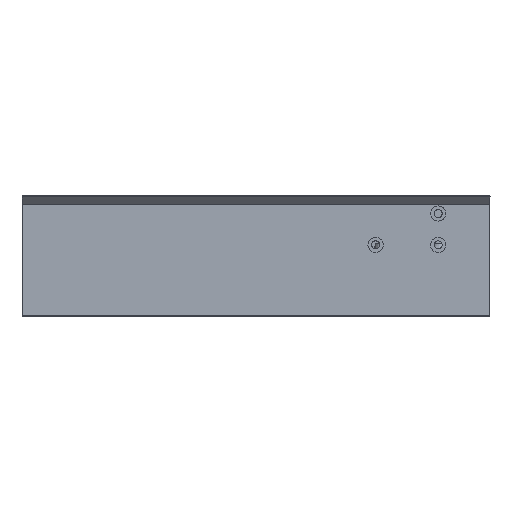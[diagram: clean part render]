
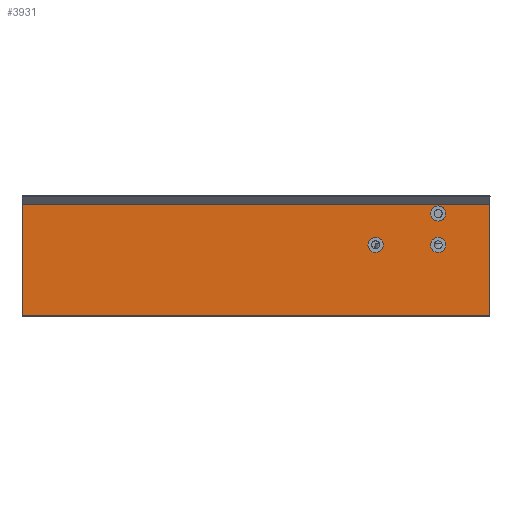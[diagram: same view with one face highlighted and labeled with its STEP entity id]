
A CAD part, top view. The second image highlights one B-rep face of the part: STEP entity #3931.
In plain terms, the highlighted planar face has unit normal (0, 0, 1).
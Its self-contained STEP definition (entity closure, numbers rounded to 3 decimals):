
#333=CARTESIAN_POINT('',(-0.941,264.624,567.032));
#334=VERTEX_POINT('',#333);
#341=CARTESIAN_POINT('',(-185.977,264.65,567.032));
#342=VERTEX_POINT('',#341);
#343=CARTESIAN_POINT('',(-185.977,264.65,567.032));
#344=DIRECTION('',(1.,0.,-0.));
#345=VECTOR('',#344,185.036);
#346=LINE('',#343,#345);
#347=EDGE_CURVE('',#342,#334,#346,.T.);
#3390=CARTESIAN_POINT('',(-185.977,308.69,567.032));
#3391=VERTEX_POINT('',#3390);
#3392=CARTESIAN_POINT('',(-185.977,308.69,567.032));
#3393=DIRECTION('',(-0.,-1.,0.));
#3394=VECTOR('',#3393,44.04);
#3395=LINE('',#3392,#3394);
#3396=EDGE_CURVE('',#3391,#342,#3395,.T.);
#3848=CARTESIAN_POINT('',(2.822,302.177,567.032));
#3849=DIRECTION('',(0.,0.,1.));
#3850=DIRECTION('',(1.,0.,-0.));
#3851=AXIS2_PLACEMENT_3D('',#3848,#3849,#3850);
#3852=PLANE('',#3851);
#3853=CARTESIAN_POINT('',(-0.941,308.664,567.032));
#3854=VERTEX_POINT('',#3853);
#3855=CARTESIAN_POINT('',(-185.977,308.69,567.032));
#3856=DIRECTION('',(1.,0.,-0.));
#3857=VECTOR('',#3856,185.036);
#3858=LINE('',#3855,#3857);
#3859=EDGE_CURVE('',#3391,#3854,#3858,.T.);
#3860=ORIENTED_EDGE('',*,*,#3859,.F.);
#3861=ORIENTED_EDGE('',*,*,#3396,.T.);
#3862=ORIENTED_EDGE('',*,*,#347,.T.);
#3863=CARTESIAN_POINT('',(-0.941,308.664,567.032));
#3864=DIRECTION('',(-0.,-1.,0.));
#3865=VECTOR('',#3864,44.04);
#3866=LINE('',#3863,#3865);
#3867=EDGE_CURVE('',#3854,#334,#3866,.T.);
#3868=ORIENTED_EDGE('',*,*,#3867,.F.);
#3869=EDGE_LOOP('',(#3860,#3861,#3862,#3868));
#3870=FACE_BOUND('',#3869,.T.);
#3871=CARTESIAN_POINT('',(-21.438,308.123,567.032));
#3872=VERTEX_POINT('',#3871);
#3873=CARTESIAN_POINT('',(-18.438,305.123,567.032));
#3874=VERTEX_POINT('',#3873);
#3875=CARTESIAN_POINT('',(-21.438,305.123,567.032));
#3876=DIRECTION('',(0.,0.,1.));
#3877=DIRECTION('',(1.,0.,-0.));
#3878=AXIS2_PLACEMENT_3D('',#3875,#3876,#3877);
#3879=CIRCLE('',#3878,3.);
#3880=EDGE_CURVE('',#3872,#3874,#3879,.T.);
#3881=ORIENTED_EDGE('',*,*,#3880,.F.);
#3882=CARTESIAN_POINT('',(-21.438,305.123,567.032));
#3883=DIRECTION('',(0.,0.,1.));
#3884=DIRECTION('',(1.,0.,-0.));
#3885=AXIS2_PLACEMENT_3D('',#3882,#3883,#3884);
#3886=CIRCLE('',#3885,3.);
#3887=EDGE_CURVE('',#3874,#3872,#3886,.T.);
#3888=ORIENTED_EDGE('',*,*,#3887,.F.);
#3889=EDGE_LOOP('',(#3881,#3888));
#3890=FACE_BOUND('',#3889,.T.);
#3891=CARTESIAN_POINT('',(-21.438,295.723,567.032));
#3892=VERTEX_POINT('',#3891);
#3893=CARTESIAN_POINT('',(-24.243,293.787,567.032));
#3894=VERTEX_POINT('',#3893);
#3895=CARTESIAN_POINT('',(-21.438,292.723,567.032));
#3896=DIRECTION('',(0.,0.,1.));
#3897=DIRECTION('',(-0.935,0.355,0.));
#3898=AXIS2_PLACEMENT_3D('',#3895,#3896,#3897);
#3899=CIRCLE('',#3898,3.);
#3900=EDGE_CURVE('',#3892,#3894,#3899,.T.);
#3901=ORIENTED_EDGE('',*,*,#3900,.F.);
#3902=CARTESIAN_POINT('',(-21.438,292.723,567.032));
#3903=DIRECTION('',(0.,0.,1.));
#3904=DIRECTION('',(-0.935,0.355,0.));
#3905=AXIS2_PLACEMENT_3D('',#3902,#3903,#3904);
#3906=CIRCLE('',#3905,3.);
#3907=EDGE_CURVE('',#3894,#3892,#3906,.T.);
#3908=ORIENTED_EDGE('',*,*,#3907,.F.);
#3909=EDGE_LOOP('',(#3901,#3908));
#3910=FACE_BOUND('',#3909,.T.);
#3911=CARTESIAN_POINT('',(-46.188,295.723,567.032));
#3912=VERTEX_POINT('',#3911);
#3913=CARTESIAN_POINT('',(-48.857,294.091,567.032));
#3914=VERTEX_POINT('',#3913);
#3915=CARTESIAN_POINT('',(-46.188,292.723,567.032));
#3916=DIRECTION('',(0.,0.,1.));
#3917=DIRECTION('',(-0.89,0.456,0.));
#3918=AXIS2_PLACEMENT_3D('',#3915,#3916,#3917);
#3919=CIRCLE('',#3918,3.);
#3920=EDGE_CURVE('',#3912,#3914,#3919,.T.);
#3921=ORIENTED_EDGE('',*,*,#3920,.F.);
#3922=CARTESIAN_POINT('',(-46.188,292.723,567.032));
#3923=DIRECTION('',(0.,0.,1.));
#3924=DIRECTION('',(-0.89,0.456,0.));
#3925=AXIS2_PLACEMENT_3D('',#3922,#3923,#3924);
#3926=CIRCLE('',#3925,3.);
#3927=EDGE_CURVE('',#3914,#3912,#3926,.T.);
#3928=ORIENTED_EDGE('',*,*,#3927,.F.);
#3929=EDGE_LOOP('',(#3921,#3928));
#3930=FACE_BOUND('',#3929,.T.);
#3931=ADVANCED_FACE('',(#3870,#3890,#3910,#3930),#3852,.T.);
